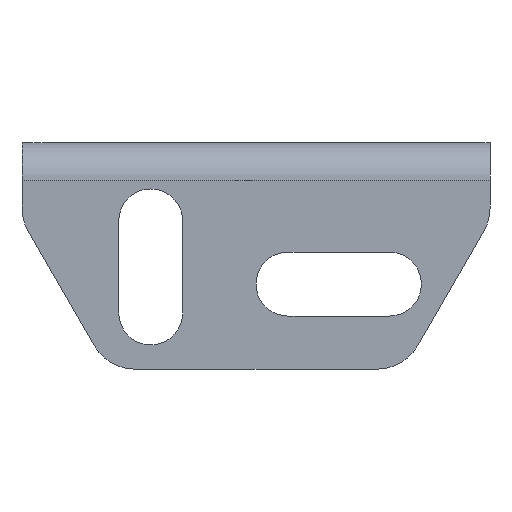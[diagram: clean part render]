
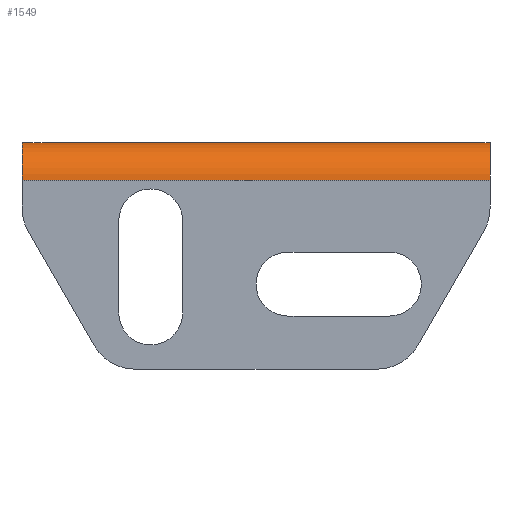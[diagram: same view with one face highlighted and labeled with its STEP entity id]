
A CAD part, front view. The second image highlights one B-rep face of the part: STEP entity #1549.
In plain terms, the highlighted cylindrical face has radius 2.4 mm (diameter 4.8 mm), a partial arc.
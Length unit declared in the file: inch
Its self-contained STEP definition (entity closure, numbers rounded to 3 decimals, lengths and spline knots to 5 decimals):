
#14 = FACE_OUTER_BOUND ( 'NONE', #1544, .T. ) ;
#91 = DIRECTION ( 'NONE',  ( -1., 0., 0. ) ) ;
#110 = CARTESIAN_POINT ( 'NONE',  ( 0.59055, 0.09449, -0.09449 ) ) ;
#166 = CARTESIAN_POINT ( 'NONE',  ( 0.59055, 0.09449, 0. ) ) ;
#203 = VERTEX_POINT ( 'NONE', #1601 ) ;
#213 = AXIS2_PLACEMENT_3D ( 'NONE', #836, #91, #1080 ) ;
#218 = VECTOR ( 'NONE', #473, 39.37008 ) ;
#222 = DIRECTION ( 'NONE',  ( 1., 0., 0. ) ) ;
#238 = CARTESIAN_POINT ( 'NONE',  ( -0.59055, 0.09449, 0. ) ) ;
#268 = ORIENTED_EDGE ( 'NONE', *, *, #522, .T. ) ;
#317 = ORIENTED_EDGE ( 'NONE', *, *, #830, .F. ) ;
#355 = DIRECTION ( 'NONE',  ( -1., 0., 0. ) ) ;
#364 = AXIS2_PLACEMENT_3D ( 'NONE', #110, #355, #696 ) ;
#426 = CARTESIAN_POINT ( 'NONE',  ( -0.59055, 0.09449, 0. ) ) ;
#473 = DIRECTION ( 'NONE',  ( 1., 0., 0. ) ) ;
#522 = EDGE_CURVE ( 'NONE', #1134, #1543, #1332, .T. ) ;
#655 = VERTEX_POINT ( 'NONE', #426 ) ;
#696 = DIRECTION ( 'NONE',  ( 0., -1., 0. ) ) ;
#714 = CARTESIAN_POINT ( 'NONE',  ( 0.59055, 0., -0.09449 ) ) ;
#715 = LINE ( 'NONE', #238, #989 ) ;
#721 = CIRCLE ( 'NONE', #213, 0.09449 ) ;
#830 = EDGE_CURVE ( 'NONE', #655, #1543, #715, .T. ) ;
#836 = CARTESIAN_POINT ( 'NONE',  ( -0.59055, 0.09449, -0.09449 ) ) ;
#847 = DIRECTION ( 'NONE',  ( 1., 0., 0. ) ) ;
#949 = CARTESIAN_POINT ( 'NONE',  ( 0.59055, 0., -0.09449 ) ) ;
#982 = DIRECTION ( 'NONE',  ( 0., 0., 1. ) ) ;
#989 = VECTOR ( 'NONE', #222, 39.37008 ) ;
#1010 = AXIS2_PLACEMENT_3D ( 'NONE', #1486, #847, #982 ) ;
#1064 = ORIENTED_EDGE ( 'NONE', *, *, #1259, .F. ) ;
#1080 = DIRECTION ( 'NONE',  ( 0., 0., 1. ) ) ;
#1134 = VERTEX_POINT ( 'NONE', #949 ) ;
#1181 = EDGE_CURVE ( 'NONE', #203, #1134, #1347, .T. ) ;
#1259 = EDGE_CURVE ( 'NONE', #203, #655, #721, .T. ) ;
#1332 = CIRCLE ( 'NONE', #364, 0.09449 ) ;
#1347 = LINE ( 'NONE', #714, #218 ) ;
#1486 = CARTESIAN_POINT ( 'NONE',  ( -0.59055, 0.09449, -0.09449 ) ) ;
#1507 = ORIENTED_EDGE ( 'NONE', *, *, #1181, .T. ) ;
#1543 = VERTEX_POINT ( 'NONE', #166 ) ;
#1544 = EDGE_LOOP ( 'NONE', ( #268, #317, #1064, #1507 ) ) ;
#1549 = ADVANCED_FACE ( 'NONE', ( #14 ), #1600, .T. ) ;
#1600 = CYLINDRICAL_SURFACE ( 'NONE', #1010, 0.09449 ) ;
#1601 = CARTESIAN_POINT ( 'NONE',  ( -0.59055, 0., -0.09449 ) ) ;
